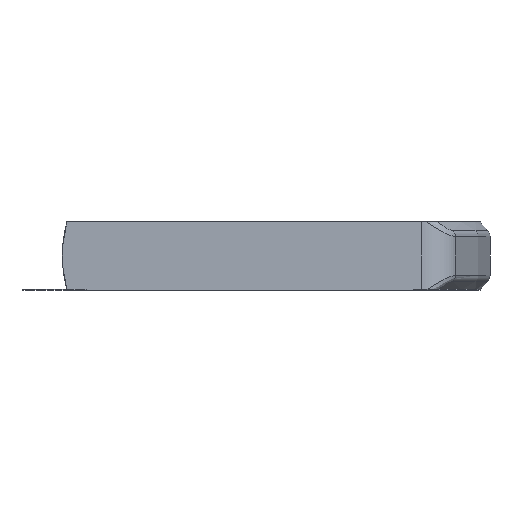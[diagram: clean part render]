
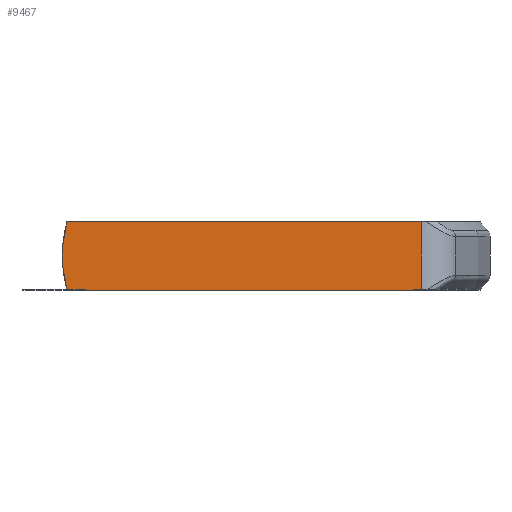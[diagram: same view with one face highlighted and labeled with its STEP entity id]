
A CAD part, left-side view. The second image highlights one B-rep face of the part: STEP entity #9467.
In plain terms, the highlighted planar face has unit normal (-1, 0, 0).
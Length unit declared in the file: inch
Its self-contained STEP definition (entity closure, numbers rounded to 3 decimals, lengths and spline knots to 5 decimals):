
#510=PLANE('',#9990);
#962=FACE_OUTER_BOUND('',#1454,.T.);
#1454=EDGE_LOOP('',(#8665,#8666,#8667,#8668));
#1576=CIRCLE('',#9989,1.45168);
#1678=LINE('',#12700,#2882);
#2767=LINE('',#14957,#3971);
#2780=LINE('',#15052,#3984);
#2882=VECTOR('',#10251,3.90581);
#3971=VECTOR('',#12098,3.90581);
#3984=VECTOR('',#12127,0.75);
#4104=VERTEX_POINT('',#12697);
#4105=VERTEX_POINT('',#12699);
#4843=VERTEX_POINT('',#14954);
#4844=VERTEX_POINT('',#14956);
#5031=EDGE_CURVE('',#4105,#4104,#1678,.T.);
#6134=EDGE_CURVE('',#4843,#4844,#2767,.T.);
#6159=EDGE_CURVE('',#4104,#4844,#1576,.T.);
#6161=EDGE_CURVE('',#4843,#4105,#2780,.T.);
#8665=ORIENTED_EDGE('',*,*,#6159,.T.);
#8666=ORIENTED_EDGE('',*,*,#6134,.F.);
#8667=ORIENTED_EDGE('',*,*,#6161,.T.);
#8668=ORIENTED_EDGE('',*,*,#5031,.T.);
#9467=ADVANCED_FACE('',(#962),#510,.F.);
#9989=AXIS2_PLACEMENT_3D('',#15046,#12123,#12124);
#9990=AXIS2_PLACEMENT_3D('',#15051,#12125,#12126);
#10251=DIRECTION('',(0.,1.,0.));
#12098=DIRECTION('',(0.,1.,0.));
#12123=DIRECTION('center_axis',(-1.,0.,0.));
#12124=DIRECTION('ref_axis',(0.,1.,0.));
#12125=DIRECTION('center_axis',(1.,0.,0.));
#12126=DIRECTION('ref_axis',(0.,-1.,0.));
#12127=DIRECTION('',(0.,0.,1.));
#12697=CARTESIAN_POINT('',(0.,0.,0.75));
#12699=CARTESIAN_POINT('',(0.,-3.90581,0.75));
#12700=CARTESIAN_POINT('',(0.,-1.52738,0.75));
#14954=CARTESIAN_POINT('',(0.,-3.90581,0.));
#14956=CARTESIAN_POINT('',(0.,0.,0.));
#14957=CARTESIAN_POINT('',(0.,-0.07573,0.));
#15046=CARTESIAN_POINT('Origin',(0.,-1.4024,
0.375));
#15051=CARTESIAN_POINT('Origin',(0.,-0.07573,
0.75));
#15052=CARTESIAN_POINT('',(0.,-3.90581,0.));
